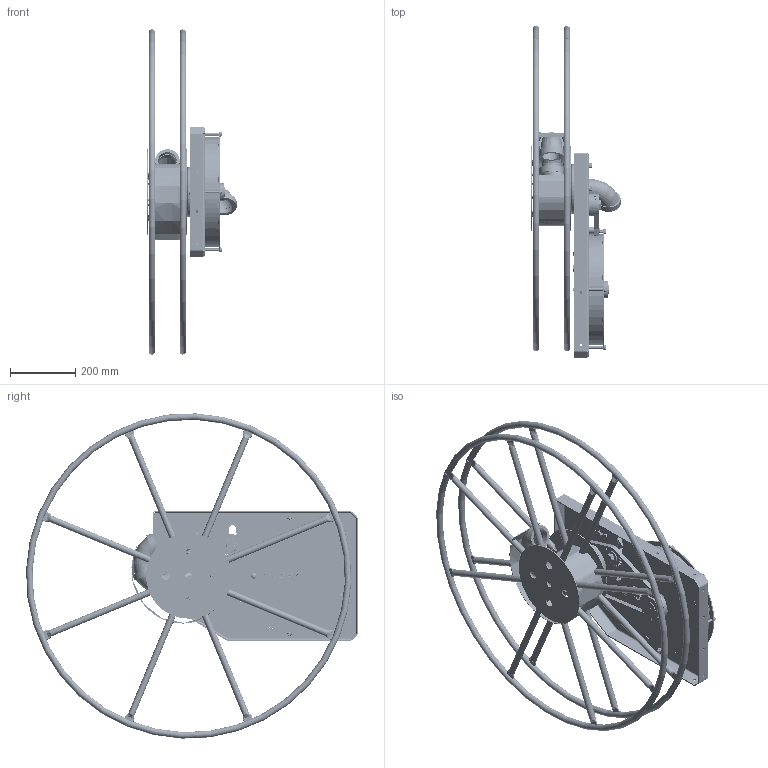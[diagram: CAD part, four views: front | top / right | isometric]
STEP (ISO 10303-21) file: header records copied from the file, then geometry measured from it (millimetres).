
FILE_DESCRIPTION((''),'2;1');
FILE_NAME('AVX-00207_ASM','2013-04-10T',('CAD02'),('CDM'),'PRO/ENGINEER BY PARAMETRIC TECHNOLOGY CORPORATION, 2012480','PRO/ENGINEER BY PARAMETRIC TECHNOLOGY CORPORATION, 2012480','');
FILE_SCHEMA(('CONFIG_CONTROL_DESIGN'));
Products named in the file (68): 1_62_00_112; 1_26_30_49; 1_26_55_04; 1_26_60_04; 1_26_60_09; 1_26_50_59_ASM; 1_26_30_50; 1_26_50_60_ASM; 1_64_10_98_ASM; 04E-1_58_20_30; 06E-1_58_20_30; 02E-1_58_20_30; 10E-1_58_20_30; 07E-1_58_20_30; 01E-1_58_20_30_AF0; 03E-1_58_20_30_AF0; 11E-1_58_20_30; 05E-1_58_20_30; 12E-1_58_20_30; 08E-1_58_20_30; 1_58_20_30_AF0_ASM; 1_58_20_38_ASM; 1_02_00_91; 1_40_40_36; VITE-01_08_40; DADO-03_08; 1_76_20_75; 1_68_40_02; 1_02_00_100; DADO-01_06; 1_76_20_74_ASM; ROND-01_08; VITE-02_08_20; 1_08_20_11; 1_08_30_06; 1_08_10_27_ASM; VITE-01_08_65; DADO-09_08; CUSC-02_6005-2Z; 1_52_50_13 ...
Assembly tree (136 placements, depth 4):
  AVX-00207_ASM
    1_64_10_98_ASM
      1_62_00_112
      1_26_50_59_ASM
        1_26_30_49
        1_26_55_04
        1_26_60_04  x6
        1_26_60_09  x2
      1_26_50_60_ASM
        1_26_30_50
        1_26_55_04
        1_26_60_04  x6
        1_26_60_09  x2
    1_58_20_38_ASM
      1_58_20_30_AF0_ASM
        04E-1_58_20_30
        06E-1_58_20_30
        02E-1_58_20_30
        10E-1_58_20_30  x6
        07E-1_58_20_30
        01E-1_58_20_30_AF0
        03E-1_58_20_30_AF0
        11E-1_58_20_30  x6
        05E-1_58_20_30
        12E-1_58_20_30
        08E-1_58_20_30
    1_02_00_91  x4
    1_40_40_36
    VITE-01_08_40  x4
    DADO-03_08  x4
    1_76_20_74_ASM
      1_76_20_75
      1_68_40_02
      1_02_00_100
      DADO-01_06
    ROND-01_08  x16
    VITE-02_08_20  x4
    1_08_10_27_ASM
      1_08_20_11
      1_08_30_06
      1_68_40_02
    VITE-01_08_65  x4
    DADO-09_08  x4
    CUSC-02_6005-2Z  x2
    1_52_50_13
    ROND-02_10_30
    1_02_00_102
    1_40_40_65
    1_60_90_47  x2
    1_32_90_13
    ROND-02_10_40
    VITE-05_06_20  x4
    932_011_J_ASM
      1_86_89_01
      1_32_90_05
      DADO-05_10
    VITE-06_06_45
    TEND-TC1_AF8_ASM
      1-TEND-TC1
      2-TEND-TC1
Bounding box: 274.4 x 1019.63 x 999.15 mm (x, y, z)
Volume: 5269191.7 mm3; surface area: 3437349.3 mm2
Topology: 130 solids, 219 shells, 3911 faces, 9915 edges, 6390 vertices
Faces by surface type: cylinder 1379, plane 1193, cone 615, bspline 390, torus 182, extrusion 150, sphere 2
Entity records: 115952 total; most frequent: CARTESIAN_POINT 32170, DIRECTION 12784, ORIENTED_EDGE 11518, PRESENTATION_STYLE_ASSIGNMENT 6874, STYLED_ITEM 6865, CURVE_STYLE 5889, EDGE_CURVE 5869, AXIS2_PLACEMENT_3D 5125
